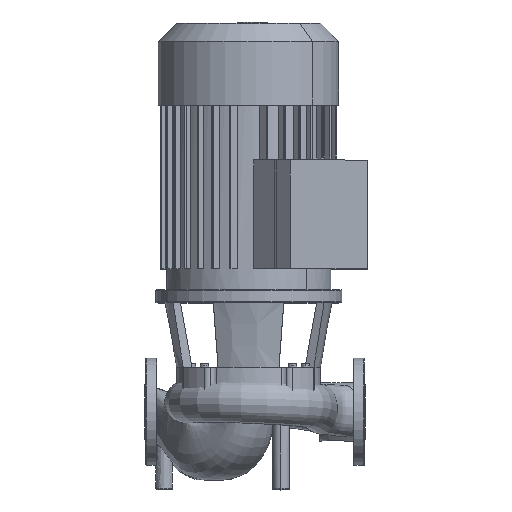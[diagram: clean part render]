
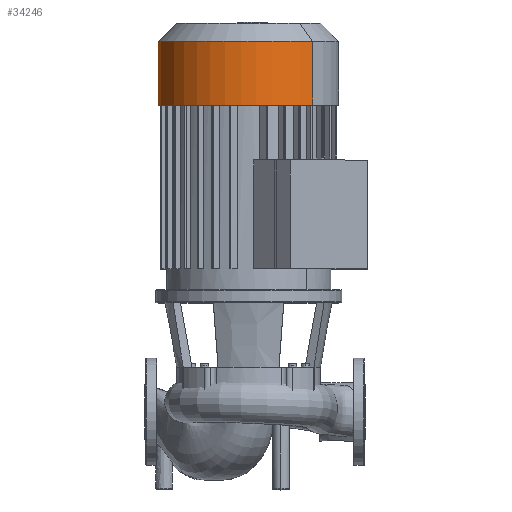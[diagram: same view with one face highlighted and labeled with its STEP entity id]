
A CAD part, top view. The second image highlights one B-rep face of the part: STEP entity #34246.
In plain terms, the highlighted cylindrical face has radius 139.5 mm (diameter 279 mm), a partial arc.
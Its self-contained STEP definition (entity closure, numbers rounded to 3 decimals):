
#29852=CARTESIAN_POINT('',(258.641,472.0,268.641));
#29853=VERTEX_POINT('',#29852);
#29854=CARTESIAN_POINT('',(258.641,570.1,268.641));
#29855=VERTEX_POINT('',#29854);
#29856=CARTESIAN_POINT('',(258.641,472.0,268.641));
#29857=DIRECTION('',(0.0,1.0,0.0));
#29858=VECTOR('',#29857,98.1);
#29859=LINE('',#29856,#29858);
#29860=EDGE_CURVE('',#29853,#29855,#29859,.T.);
#29862=CARTESIAN_POINT('',(61.359,472.0,71.359));
#29863=VERTEX_POINT('',#29862);
#29871=CARTESIAN_POINT('',(61.359,570.1,71.359));
#29872=VERTEX_POINT('',#29871);
#29873=CARTESIAN_POINT('',(61.359,472.0,71.359));
#29874=DIRECTION('',(0.0,1.0,0.0));
#29875=VECTOR('',#29874,98.1);
#29876=LINE('',#29873,#29875);
#29877=EDGE_CURVE('',#29863,#29872,#29876,.T.);
#32795=CARTESIAN_POINT('',(160.,472.0,170.0));
#32796=DIRECTION('',(0.0,1.0,0.0));
#32797=DIRECTION('',(0.707,0.0,0.707));
#32798=AXIS2_PLACEMENT_3D('',#32795,#32796,#32797);
#32799=CIRCLE('',#32798,139.5);
#32800=EDGE_CURVE('',#29863,#29853,#32799,.T.);
#34225=CARTESIAN_POINT('',(160.,570.1,170.0));
#34226=DIRECTION('',(0.0,1.0,0.0));
#34227=DIRECTION('',(0.707,0.0,0.707));
#34228=AXIS2_PLACEMENT_3D('',#34225,#34226,#34227);
#34229=CIRCLE('',#34228,139.5);
#34230=EDGE_CURVE('',#29872,#29855,#34229,.T.);
#34235=CARTESIAN_POINT('',(160.,598.0,170.0));
#34236=DIRECTION('',(0.0,-1.0,0.0));
#34237=DIRECTION('',(0.707,0.0,0.707));
#34238=AXIS2_PLACEMENT_3D('',#34235,#34236,#34237);
#34239=CYLINDRICAL_SURFACE('',#34238,139.5);
#34240=ORIENTED_EDGE('',*,*,#29860,.T.);
#34241=ORIENTED_EDGE('',*,*,#34230,.F.);
#34242=ORIENTED_EDGE('',*,*,#29877,.F.);
#34243=ORIENTED_EDGE('',*,*,#32800,.T.);
#34244=EDGE_LOOP('',(#34240,#34241,#34242,#34243));
#34245=FACE_OUTER_BOUND('',#34244,.T.);
#34246=ADVANCED_FACE('',(#34245),#34239,.T.);
